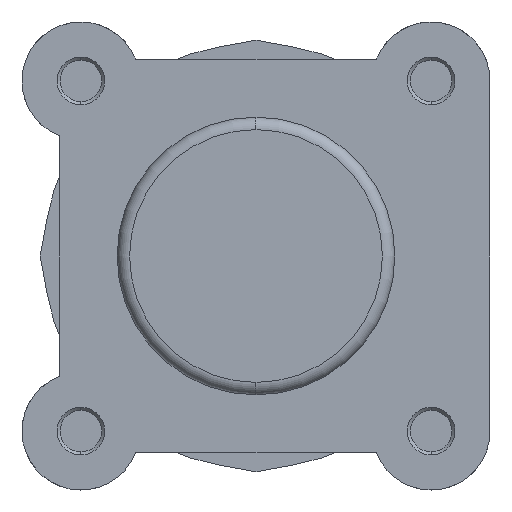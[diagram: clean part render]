
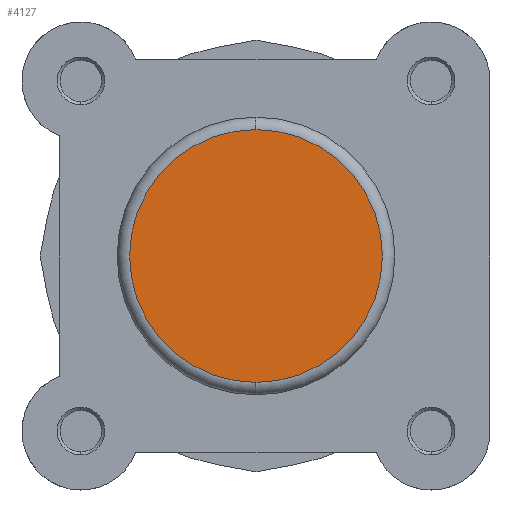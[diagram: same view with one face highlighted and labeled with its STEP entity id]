
A CAD part, left-side view. The second image highlights one B-rep face of the part: STEP entity #4127.
In plain terms, the highlighted planar face has unit normal (-1, 0, 0).
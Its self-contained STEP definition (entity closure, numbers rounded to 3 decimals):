
#59 = EDGE_CURVE ( 'NONE', #743, #830, #3930, .T. ) ;
#510 = DIRECTION ( 'NONE',  ( 0., 0., -1. ) ) ;
#511 = DIRECTION ( 'NONE',  ( -1., 0., 0. ) ) ;
#517 = CARTESIAN_POINT ( 'NONE',  ( 0., 0., 0. ) ) ;
#743 = VERTEX_POINT ( 'NONE', #1668 ) ;
#830 = VERTEX_POINT ( 'NONE', #1755 ) ;
#1668 = CARTESIAN_POINT ( 'NONE',  ( 0., 0., -20.4 ) ) ;
#1755 = CARTESIAN_POINT ( 'NONE',  ( 0., 0., 20.4 ) ) ;
#2709 = FACE_OUTER_BOUND ( 'NONE', #4902, .T. ) ;
#2879 = CIRCLE ( 'NONE', #4663, 20.4 ) ;
#3179 = CARTESIAN_POINT ( 'NONE',  ( 0., 0., 0. ) ) ;
#3180 = PLANE ( 'NONE',  #4582 ) ;
#3187 = DIRECTION ( 'NONE',  ( 1., 0., 0. ) ) ;
#3188 = DIRECTION ( 'NONE',  ( 0., 0., -1. ) ) ;
#3488 = CARTESIAN_POINT ( 'NONE',  ( 0., 0., 0. ) ) ;
#3490 = DIRECTION ( 'NONE',  ( -1., 0., 0. ) ) ;
#3491 = DIRECTION ( 'NONE',  ( 0., 0., -1. ) ) ;
#3930 = CIRCLE ( 'NONE', #4255, 20.4 ) ;
#4127 = ADVANCED_FACE ( 'NONE', ( #2709 ), #3180, .F. ) ;
#4221 = EDGE_CURVE ( 'NONE', #830, #743, #2879, .T. ) ;
#4255 = AXIS2_PLACEMENT_3D ( 'NONE', #517, #511, #510 ) ;
#4582 = AXIS2_PLACEMENT_3D ( 'NONE', #3179, #3187, #3188 ) ;
#4663 = AXIS2_PLACEMENT_3D ( 'NONE', #3488, #3490, #3491 ) ;
#4902 = EDGE_LOOP ( 'NONE', ( #5643, #5642 ) ) ;
#5642 = ORIENTED_EDGE ( 'NONE', *, *, #4221, .T. ) ;
#5643 = ORIENTED_EDGE ( 'NONE', *, *, #59, .T. ) ;
